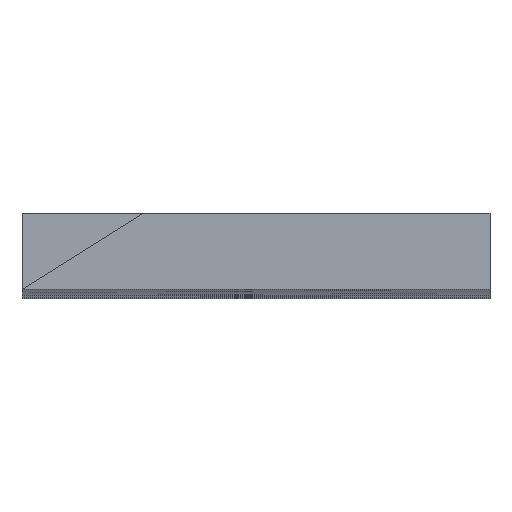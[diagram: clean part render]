
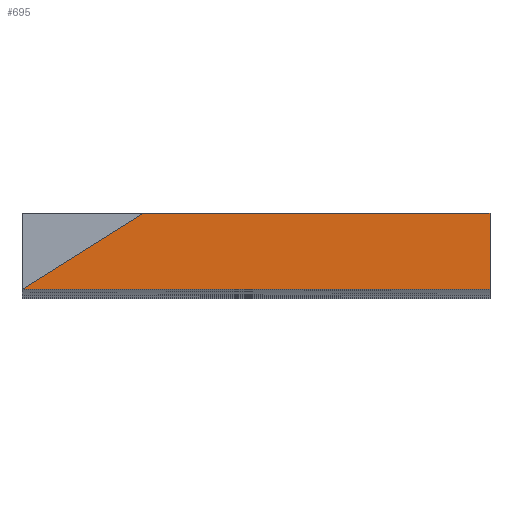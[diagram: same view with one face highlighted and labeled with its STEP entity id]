
A CAD part, top view. The second image highlights one B-rep face of the part: STEP entity #695.
In plain terms, the highlighted planar face has unit normal (0, 0, 1).
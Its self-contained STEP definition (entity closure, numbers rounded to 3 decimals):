
#41=FACE_OUTER_BOUND('',#88,.T.);
#88=EDGE_LOOP('',(#558,#559,#560,#561));
#123=LINE('',#986,#216);
#136=LINE('',#1011,#229);
#181=LINE('',#1101,#274);
#182=LINE('',#1103,#275);
#216=VECTOR('',#783,10.);
#229=VECTOR('',#798,1.54);
#274=VECTOR('',#891,1.54);
#275=VECTOR('',#894,1.54);
#309=VERTEX_POINT('',#983);
#310=VERTEX_POINT('',#985);
#321=VERTEX_POINT('',#1009);
#342=VERTEX_POINT('',#1097);
#357=EDGE_CURVE('',#310,#309,#123,.T.);
#370=EDGE_CURVE('',#321,#309,#136,.T.);
#415=EDGE_CURVE('',#342,#310,#181,.T.);
#416=EDGE_CURVE('',#321,#342,#182,.T.);
#558=ORIENTED_EDGE('',*,*,#357,.T.);
#559=ORIENTED_EDGE('',*,*,#370,.F.);
#560=ORIENTED_EDGE('',*,*,#416,.T.);
#561=ORIENTED_EDGE('',*,*,#415,.T.);
#648=PLANE('',#744);
#695=ADVANCED_FACE('',(#41),#648,.T.);
#744=AXIS2_PLACEMENT_3D('',#1102,#892,#893);
#783=DIRECTION('',(-1.,0.,0.));
#798=DIRECTION('',(0.848,0.531,0.));
#891=DIRECTION('',(0.,1.,0.));
#892=DIRECTION('center_axis',(0.,0.,1.));
#893=DIRECTION('ref_axis',(1.,0.,0.));
#894=DIRECTION('',(1.,0.,0.));
#983=CARTESIAN_POINT('',(-25.051,79.039,20.022));
#985=CARTESIAN_POINT('',(-11.831,79.039,20.022));
#986=CARTESIAN_POINT('',(-11.715,79.039,20.022));
#1009=CARTESIAN_POINT('',(-29.692,76.132,20.022));
#1011=CARTESIAN_POINT('',(-29.692,76.132,20.022));
#1097=CARTESIAN_POINT('',(-11.831,76.132,20.022));
#1101=CARTESIAN_POINT('',(-11.831,76.132,20.022));
#1102=CARTESIAN_POINT('Origin',(-11.831,87.318,20.022));
#1103=CARTESIAN_POINT('',(-29.692,76.132,20.022));
